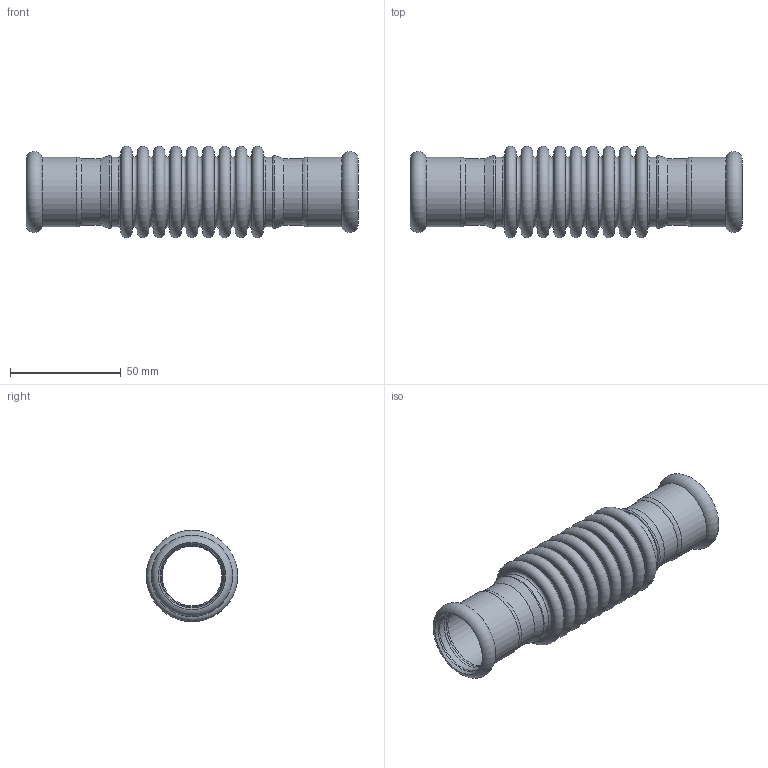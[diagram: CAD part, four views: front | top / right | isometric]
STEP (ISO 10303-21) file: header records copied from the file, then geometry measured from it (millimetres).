
FILE_DESCRIPTION(/* description */ ('Compensatore di Dilatazione DN28'),/* implementation_level */ '2;1');
FILE_NAME(/* name */ '199028000_Inoxpres.stp',/* time_stamp */ '2022-10-13T08:35:27+02:00',/* author */ ('Vault'),/* organization */ ('Raccorderie metalliche s.p.a. '),/* preprocessor_version */ 'ST-DEVELOPER v18.1',/* originating_system */ 'Autodesk Inventor 2020',/* authorisation */ 'Raccorderie metalliche s.p.a. ');
FILE_SCHEMA (('AUTOMOTIVE_DESIGN { 1 0 10303 214 3 1 1 }'));
Length unit declared in the file: millimetre
Products named in the file (1): 199028000_Inoxpres
Bounding box: 150 x 41.3 x 41.3 mm (x, y, z)
Volume: 35612.5 mm3; surface area: 44423 mm2
Topology: 1 solids, 1 shells, 110 faces, 309 edges, 237 vertices
Faces by surface type: torus 50, plane 38, cylinder 16, cone 6
Full cylindrical faces by diameter (mm): 27 x2, 28.4 x4, 28.8 x4, 30 x2, 31.4 x4
Entity records: 3929 total; most frequent: DIRECTION 818, CARTESIAN_POINT 657, ORIENTED_EDGE 618, AXIS2_PLACEMENT_3D 398, EDGE_CURVE 309, CIRCLE 287, VERTEX_POINT 237, EDGE_LOOP 148
